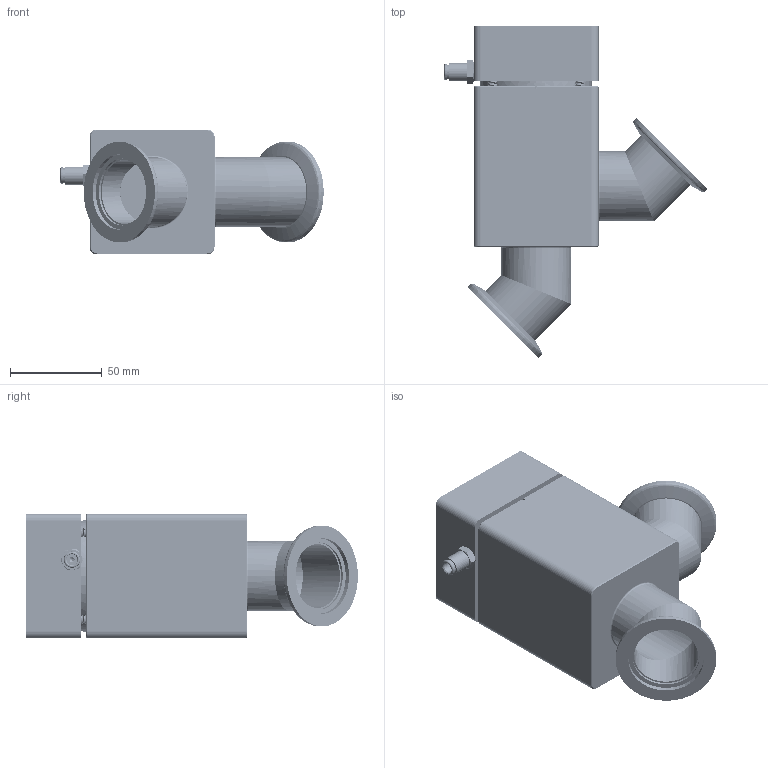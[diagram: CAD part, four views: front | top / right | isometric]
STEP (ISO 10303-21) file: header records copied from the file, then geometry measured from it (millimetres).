
FILE_DESCRIPTION (( 'STEP AP214' ), '1' );
FILE_NAME ('PAIV-S04100 SHELLED.STEP', '2025-11-25T23:17:05', ( '' ), ( '' ), 'SwSTEP 2.0', 'SolidWorks 2023', '' );
FILE_SCHEMA (( 'AUTOMOTIVE_DESIGN' ));
Length unit declared in the file: millimetre
Products named in the file (15): 36-00436_extended; NW-40B-150; 2000194031_SHELLED; 2000207086_SHELLED; 36-00436 D_extended; PAIV-S04100 SHELLED; 35-01478; 2000203633_Taller; 39-01023_SHELLED; 2000204500; 35-01474_SHELLED; 29-00062_5225K506; 9551-00005M-35_91292A193; 2000204502_Taller; 2000207087_SHELLED
Assembly tree (19 placements, depth 4):
  PAIV-S04100 SHELLED
    2000204502_Taller
      2000203633_Taller
      2000204500  x2
      NW-40B-150  x2
    2000207087_SHELLED
      39-01023_SHELLED
        36-00436_extended
        35-01478
        35-01474_SHELLED
        36-00436 D_extended
      2000194031_SHELLED
      2000207086_SHELLED
      29-00062_5225K506
      9551-00005M-35_91292A193  x4
Bounding box: 143.47 x 180.67 x 68.02 mm (x, y, z)
Volume: 363565.2 mm3; surface area: 280714.6 mm2
Topology: 17 solids, 19 shells, 1555 faces, 3679 edges, 2340 vertices
Faces by surface type: cylinder 617, torus 488, plane 310, cone 126, bspline 14
Entity records: 52517 total; most frequent: CARTESIAN_POINT 29000, ORIENTED_EDGE 4826, DIRECTION 4714, EDGE_CURVE 2413, AXIS2_PLACEMENT_3D 2133, VERTEX_POINT 1523, EDGE_LOOP 1320, FACE_OUTER_BOUND 1100
